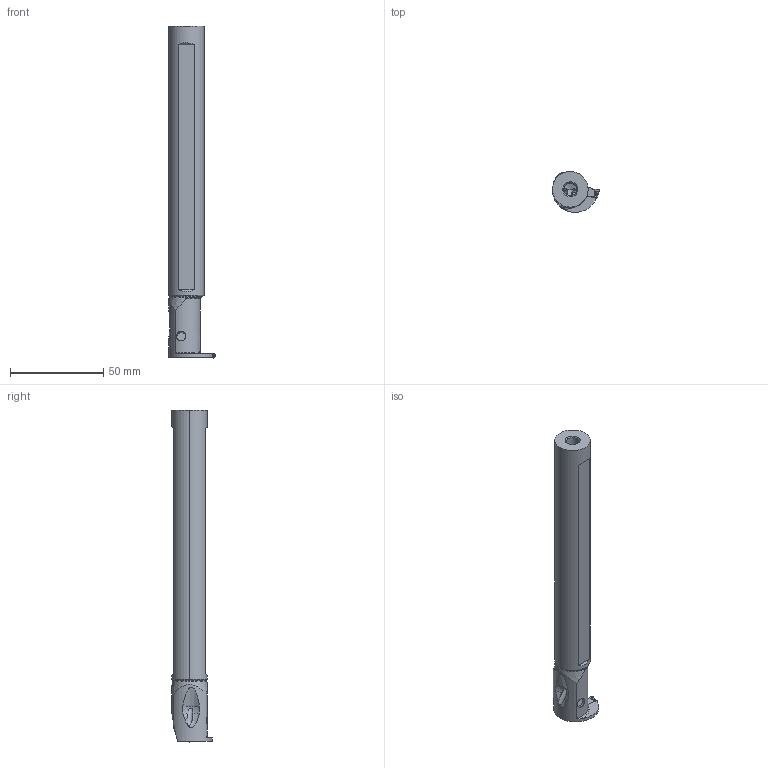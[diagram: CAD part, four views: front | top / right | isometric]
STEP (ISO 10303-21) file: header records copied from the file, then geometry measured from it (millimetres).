
FILE_DESCRIPTION(/* description */ (''),/* implementation_level */ '2;1');
FILE_NAME(/* name */ 'GYALUS12Q90A-E06_CW0_098_IR0_05.stp',/* time_stamp */ '2023-03-20T14:53:20+09:00',/* author */ (''),/* organization */ (''),/* preprocessor_version */ 'ST-DEVELOPER v16',/* originating_system */ 'SIEMENS PLM Software NX 10.0',/* authorisation */ '');
FILE_SCHEMA (('AUTOMOTIVE_DESIGN { 1 0 10303 214 3 1 1 1 }'));
Length unit declared in the file: millimetre
Products named in the file (1): GYALUS12Q90A-E06_CW0_098_IR0_05_ASM
Bounding box: 25.1 x 21.61 x 177.8 mm (x, y, z)
Volume: 41473.5 mm3; surface area: 15423.6 mm2
Topology: 2 solids, 2 shells, 173 faces, 521 edges, 374 vertices
Faces by surface type: cylinder 58, plane 47, bspline 41, cone 16, torus 6, extrusion 3, sphere 2
Entity records: 10114 total; most frequent: CARTESIAN_POINT 5784, ORIENTED_EDGE 990, DIRECTION 707, EDGE_CURVE 495, VERTEX_POINT 329, AXIS2_PLACEMENT_3D 271, B_SPLINE_CURVE_WITH_KNOTS 215, EDGE_LOOP 182
